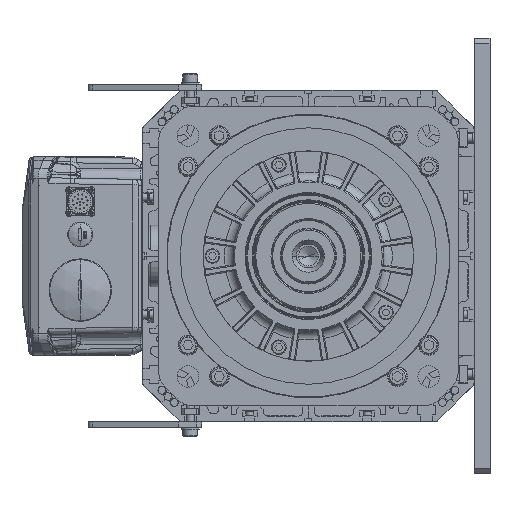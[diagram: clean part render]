
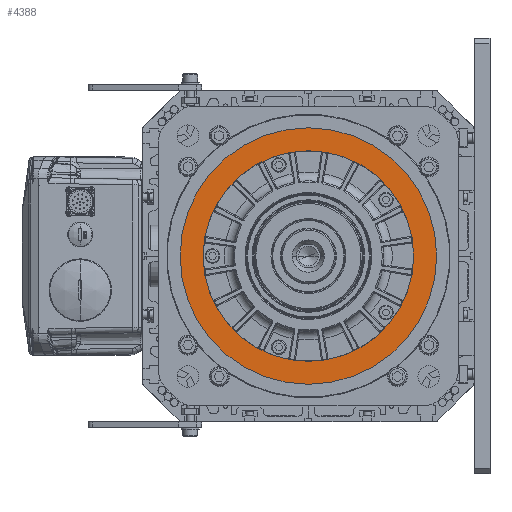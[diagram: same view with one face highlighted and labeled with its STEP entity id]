
A CAD part, left-side view. The second image highlights one B-rep face of the part: STEP entity #4388.
In plain terms, the highlighted planar face has unit normal (-1, 0, 0).
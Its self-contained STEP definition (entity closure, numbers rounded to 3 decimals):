
#2719=CARTESIAN_POINT('',(112.02,0.,0.));
#2720=DIRECTION('',(-1.,0.,0.));
#2721=DIRECTION('',(0.,-1.,0.));
#2722=AXIS2_PLACEMENT_3D('',#2719,#2720,#2721);
#2724=CARTESIAN_POINT('',(112.02,0.,0.));
#2725=DIRECTION('',(1.,0.,0.));
#2726=DIRECTION('',(0.,-1.,0.));
#2727=AXIS2_PLACEMENT_3D('',#2724,#2725,#2726);
#2729=CARTESIAN_POINT('',(112.02,0.,0.));
#2730=DIRECTION('',(-1.,0.,0.));
#2731=DIRECTION('',(0.,-1.,0.));
#2732=AXIS2_PLACEMENT_3D('',#2729,#2730,#2731);
#2751=CARTESIAN_POINT('',(112.02,0.,0.));
#2752=DIRECTION('',(1.,0.,0.));
#2753=DIRECTION('',(0.,-1.,0.));
#2754=AXIS2_PLACEMENT_3D('',#2751,#2752,#2753);
#3525=CARTESIAN_POINT('',(112.02,-92.75,0.));
#3527=VERTEX_POINT('',#3525);
#3529=CARTESIAN_POINT('',(112.02,92.75,0.));
#3531=VERTEX_POINT('',#3529);
#3532=CARTESIAN_POINT('',(112.02,-113.,0.));
#3533=CARTESIAN_POINT('',(112.02,113.,0.));
#3534=VERTEX_POINT('',#3532);
#3535=VERTEX_POINT('',#3533);
#4372=CARTESIAN_POINT('',(112.02,0.,0.));
#4373=DIRECTION('',(-1.,0.,0.));
#4374=DIRECTION('',(0.,-1.,0.));
#4375=AXIS2_PLACEMENT_3D('',#4372,#4373,#4374);
#4376=PLANE('',#4375);
#4378=ORIENTED_EDGE('',*,*,#4377,.T.);
#4380=ORIENTED_EDGE('',*,*,#4379,.F.);
#4381=EDGE_LOOP('',(#4378,#4380));
#4382=FACE_OUTER_BOUND('',#4381,.F.);
#4383=ORIENTED_EDGE('',*,*,#4367,.T.);
#4385=ORIENTED_EDGE('',*,*,#4384,.F.);
#4386=EDGE_LOOP('',(#4383,#4385));
#4387=FACE_BOUND('',#4386,.F.);
#4388=ADVANCED_FACE('',(#4382,#4387),#4376,.T.);
#2723=CIRCLE('',#2722,92.75);
#2728=CIRCLE('',#2727,92.75);
#2733=CIRCLE('',#2732,113.);
#2755=CIRCLE('',#2754,113.);
#4367=EDGE_CURVE('',#3527,#3531,#2723,.T.);
#4377=EDGE_CURVE('',#3534,#3535,#2755,.T.);
#4379=EDGE_CURVE('',#3534,#3535,#2733,.T.);
#4384=EDGE_CURVE('',#3527,#3531,#2728,.T.);
